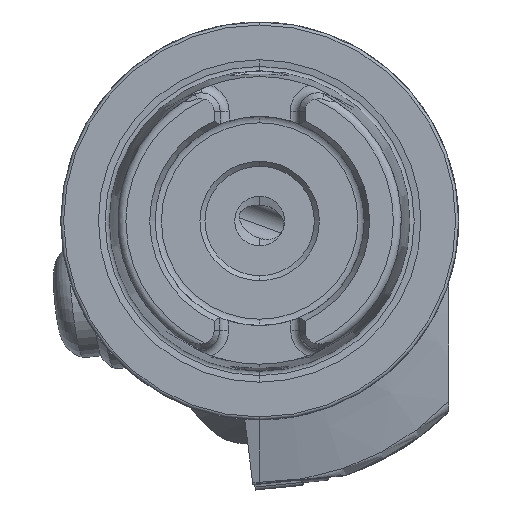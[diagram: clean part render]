
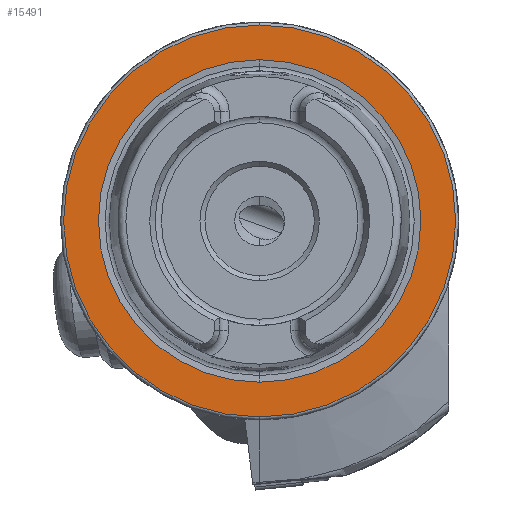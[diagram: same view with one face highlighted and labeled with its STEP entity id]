
A CAD part, left-side view. The second image highlights one B-rep face of the part: STEP entity #15491.
In plain terms, the highlighted planar face has unit normal (-1, 0, 0).
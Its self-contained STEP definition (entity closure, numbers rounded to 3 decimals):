
#775 = CIRCLE ( 'NONE', #6612, 16.207 ) ;
#1116 = VERTEX_POINT ( 'NONE', #4143 ) ;
#1318 = ORIENTED_EDGE ( 'NONE', *, *, #15094, .F. ) ;
#1352 = EDGE_CURVE ( 'NONE', #6550, #1116, #16267, .T. ) ;
#1424 = VERTEX_POINT ( 'NONE', #14225 ) ;
#2641 = CARTESIAN_POINT ( 'NONE',  ( 0., 0., 0. ) ) ;
#2737 = ORIENTED_EDGE ( 'NONE', *, *, #1352, .T. ) ;
#3099 = AXIS2_PLACEMENT_3D ( 'NONE', #2641, #5098, #12391 ) ;
#3246 = FACE_BOUND ( 'NONE', #15162, .T. ) ;
#3754 = EDGE_LOOP ( 'NONE', ( #5865, #2737 ) ) ;
#4143 = CARTESIAN_POINT ( 'NONE',  ( 0., 0., 19.7 ) ) ;
#5098 = DIRECTION ( 'NONE',  ( -1., 0., 0. ) ) ;
#5848 = ORIENTED_EDGE ( 'NONE', *, *, #16899, .F. ) ;
#5865 = ORIENTED_EDGE ( 'NONE', *, *, #13759, .T. ) ;
#6550 = VERTEX_POINT ( 'NONE', #16798 ) ;
#6612 = AXIS2_PLACEMENT_3D ( 'NONE', #17639, #10862, #6845 ) ;
#6646 = AXIS2_PLACEMENT_3D ( 'NONE', #8211, #6682, #12236 ) ;
#6682 = DIRECTION ( 'NONE',  ( -1., 0., 0. ) ) ;
#6845 = DIRECTION ( 'NONE',  ( 0., 0., 1. ) ) ;
#8156 = AXIS2_PLACEMENT_3D ( 'NONE', #8285, #13925, #15482 ) ;
#8211 = CARTESIAN_POINT ( 'NONE',  ( 0., 0., 0. ) ) ;
#8285 = CARTESIAN_POINT ( 'NONE',  ( 0., 0., 0. ) ) ;
#9023 = CIRCLE ( 'NONE', #8156, 19.7 ) ;
#9059 = PLANE ( 'NONE',  #12098 ) ;
#9158 = FACE_OUTER_BOUND ( 'NONE', #3754, .T. ) ;
#10862 = DIRECTION ( 'NONE',  ( -1., 0., 0. ) ) ;
#10962 = CIRCLE ( 'NONE', #3099, 16.207 ) ;
#11150 = CARTESIAN_POINT ( 'NONE',  ( 0., 0., -16.207 ) ) ;
#11525 = DIRECTION ( 'NONE',  ( 1., 0., 0. ) ) ;
#11798 = CARTESIAN_POINT ( 'NONE',  ( 0., 19.7, 0. ) ) ;
#12098 = AXIS2_PLACEMENT_3D ( 'NONE', #11798, #11525, #14527 ) ;
#12236 = DIRECTION ( 'NONE',  ( 0., 0., 1. ) ) ;
#12391 = DIRECTION ( 'NONE',  ( 0., 0., 1. ) ) ;
#13759 = EDGE_CURVE ( 'NONE', #1116, #6550, #9023, .T. ) ;
#13925 = DIRECTION ( 'NONE',  ( -1., 0., 0. ) ) ;
#14225 = CARTESIAN_POINT ( 'NONE',  ( 0., 0., 16.207 ) ) ;
#14527 = DIRECTION ( 'NONE',  ( 0., 0., -1. ) ) ;
#15094 = EDGE_CURVE ( 'NONE', #1424, #16683, #10962, .T. ) ;
#15162 = EDGE_LOOP ( 'NONE', ( #1318, #5848 ) ) ;
#15482 = DIRECTION ( 'NONE',  ( 0., 0., 1. ) ) ;
#15491 = ADVANCED_FACE ( 'NONE', ( #3246, #9158 ), #9059, .F. ) ;
#16267 = CIRCLE ( 'NONE', #6646, 19.7 ) ;
#16683 = VERTEX_POINT ( 'NONE', #11150 ) ;
#16798 = CARTESIAN_POINT ( 'NONE',  ( 0., 0., -19.7 ) ) ;
#16899 = EDGE_CURVE ( 'NONE', #16683, #1424, #775, .T. ) ;
#17639 = CARTESIAN_POINT ( 'NONE',  ( 0., 0., 0. ) ) ;
